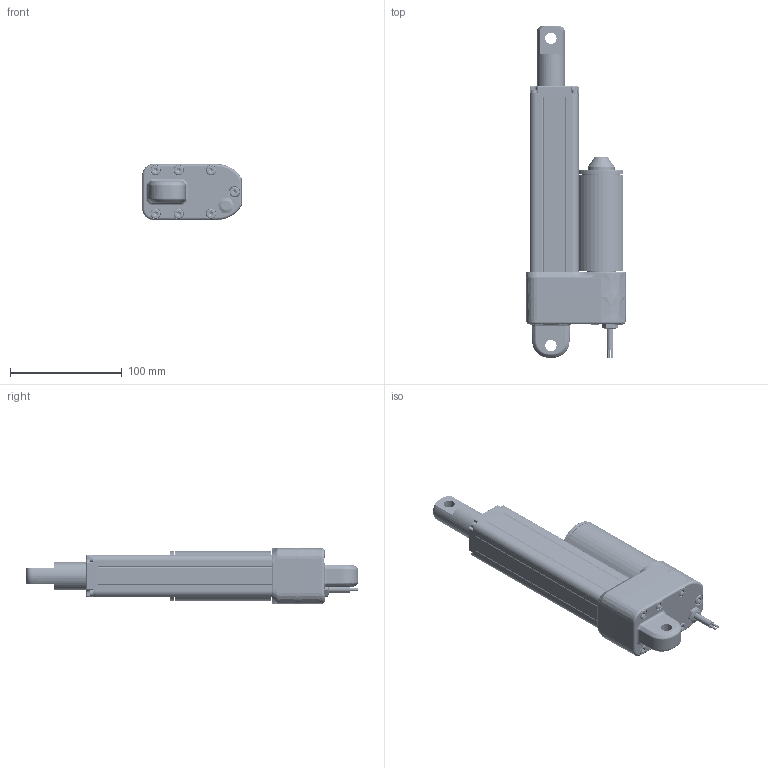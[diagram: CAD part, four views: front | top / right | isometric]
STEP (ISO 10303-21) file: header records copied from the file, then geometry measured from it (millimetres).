
FILE_DESCRIPTION((''),'2;1');
FILE_NAME('SKO-24-50-S8-A1_ASM','2025-04-23T18:54:14',('Administrator'),(''),'CREO PARAMETRIC BY PTC INC, 2023073','CREO PARAMETRIC BY PTC INC, 2023073','');
FILE_SCHEMA(('CONFIG_CONTROL_DESIGN'));
Length unit declared in the file: millimetre
Products named in the file (14): 1000; 45-O00; 000; TC25-38-700; 0003; M1000; SKO0001; 110900; M5-25; M3-16; SKO-24-50-S8-A1_ASM
Assembly tree (22 placements, depth 2):
  SKO-24-50-S8-A1_ASM
    1000
    1000
    45-O00
    000
    000
    TC25-38-700
    0003
    M1000
    000
    SKO0001
    110900
    M5-25  x7
    M3-16  x4
Bounding box: 89.01 x 297.12 x 50.01 mm (x, y, z)
Volume: 345245.4 mm3; surface area: 231819 mm2
Topology: 22 solids, 24 shells, 2369 faces, 6156 edges, 3905 vertices
Faces by surface type: cylinder 989, plane 556, bspline 452, cone 216, torus 153, sphere 2, extrusion 1
Entity records: 73378 total; most frequent: CARTESIAN_POINT 35618, ORIENTED_EDGE 8286, DIRECTION 7334, EDGE_CURVE 4143, AXIS2_PLACEMENT_3D 2898, VERTEX_POINT 2645, EDGE_LOOP 1732, FACE_OUTER_BOUND 1583
